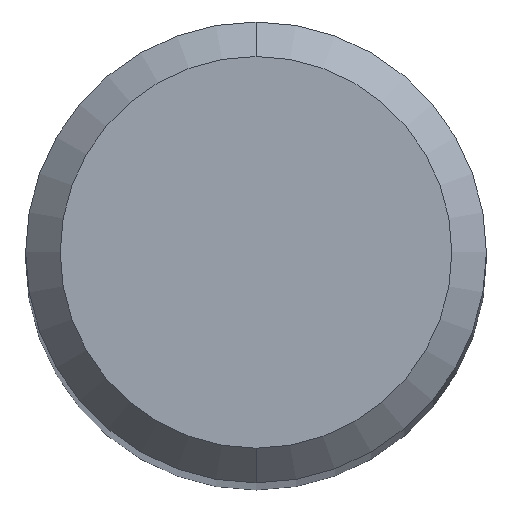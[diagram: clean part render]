
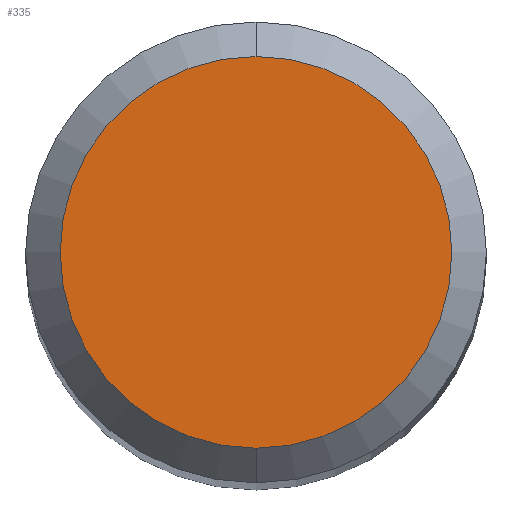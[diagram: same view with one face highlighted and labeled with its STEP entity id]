
A CAD part, top view. The second image highlights one B-rep face of the part: STEP entity #335.
In plain terms, the highlighted planar face has unit normal (0, 0, 1).
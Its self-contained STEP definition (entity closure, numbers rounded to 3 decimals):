
#185=EDGE_CURVE('',#407,#409,#485,.T.);
#261=EDGE_CURVE('',#409,#407,#565,.T.);
#335=ADVANCED_FACE('',(#648),#649,.T.);
#407=VERTEX_POINT('',#729);
#409=VERTEX_POINT('',#731);
#485=CIRCLE('',#814,1.7);
#565=CIRCLE('',#1011,1.7);
#648=FACE_OUTER_BOUND('',#1136,.T.);
#649=PLANE('',#1137);
#729=CARTESIAN_POINT('',(0.0,1.7,0.0));
#731=CARTESIAN_POINT('',(0.,-1.7,0.0));
#814=AXIS2_PLACEMENT_3D('',#1420,#1421,#1422);
#1011=AXIS2_PLACEMENT_3D('',#1491,#1492,#1493);
#1136=EDGE_LOOP('',(#1603,#1604));
#1137=AXIS2_PLACEMENT_3D('',#1605,#1606,#1607);
#1420=CARTESIAN_POINT('',(0.0,0.0,0.0));
#1421=DIRECTION('',(0.0,0.0,-1.0));
#1422=DIRECTION('',(0.0,1.0,0.0));
#1491=CARTESIAN_POINT('',(0.0,0.0,0.0));
#1492=DIRECTION('',(0.0,0.0,-1.0));
#1493=DIRECTION('',(0.0,1.0,0.0));
#1603=ORIENTED_EDGE('',*,*,#185,.F.);
#1604=ORIENTED_EDGE('',*,*,#261,.F.);
#1605=CARTESIAN_POINT('',(0.0,0.85,0.0));
#1606=DIRECTION('',(-0.0,0.0,1.0));
#1607=DIRECTION('',(0.0,-1.0,0.0));
